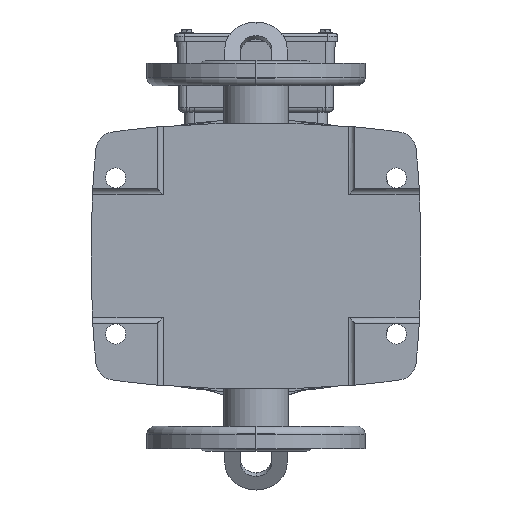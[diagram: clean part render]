
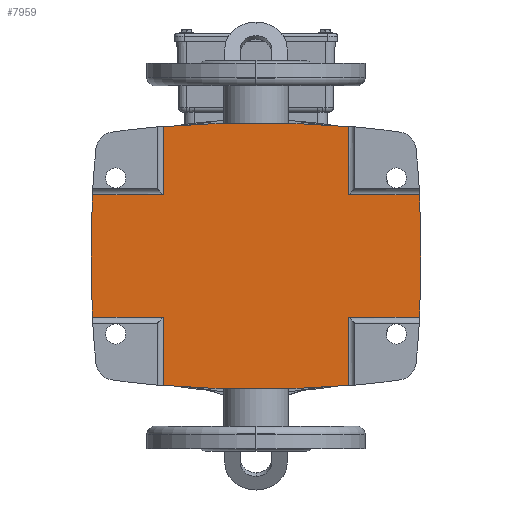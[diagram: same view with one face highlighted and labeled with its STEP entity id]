
A CAD part, front view. The second image highlights one B-rep face of the part: STEP entity #7959.
In plain terms, the highlighted planar face has unit normal (0, -1, 0).
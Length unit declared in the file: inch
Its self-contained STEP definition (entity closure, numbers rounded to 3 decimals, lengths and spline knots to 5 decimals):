
#554 = DIRECTION ( 'NONE',  ( 0., 1., 0. ) ) ;
#573 = DIRECTION ( 'NONE',  ( 1., 0., 0. ) ) ;
#756 = VERTEX_POINT ( 'NONE', #22352 ) ;
#848 = CARTESIAN_POINT ( 'NONE',  ( -22.09119, -11.34718, 2.14086 ) ) ;
#1067 = EDGE_CURVE ( 'NONE', #24032, #14849, #30088, .T. ) ;
#1281 = CARTESIAN_POINT ( 'NONE',  ( -22.09119, -11.34718, 2.14086 ) ) ;
#2120 = DIRECTION ( 'NONE',  ( 0., 1., 0. ) ) ;
#2263 = ORIENTED_EDGE ( 'NONE', *, *, #1067, .T. ) ;
#2292 = VERTEX_POINT ( 'NONE', #11092 ) ;
#3195 = VECTOR ( 'NONE', #11219, 39.37008 ) ;
#3216 = CARTESIAN_POINT ( 'NONE',  ( -1.32507, -11.34718, 6.73731 ) ) ;
#3695 = CARTESIAN_POINT ( 'NONE',  ( -3.58528, -11.34718, 3.68351 ) ) ;
#4187 = CARTESIAN_POINT ( 'NONE',  ( 3.34743, -11.34718, 0.59821 ) ) ;
#4495 = EDGE_CURVE ( 'NONE', #35778, #2292, #24745, .T. ) ;
#4507 = CARTESIAN_POINT ( 'NONE',  ( 3.34743, -11.34718, 5.40519 ) ) ;
#4610 = EDGE_CURVE ( 'NONE', #15777, #24032, #23778, .T. ) ;
#5268 = CARTESIAN_POINT ( 'NONE',  ( 24.11354, -11.34718, 2.14086 ) ) ;
#5388 = DIRECTION ( 'NONE',  ( 1., 0., 0. ) ) ;
#5531 = AXIS2_PLACEMENT_3D ( 'NONE', #38334, #10881, #32130 ) ;
#5550 = ORIENTED_EDGE ( 'NONE', *, *, #13679, .F. ) ;
#7771 = EDGE_CURVE ( 'NONE', #35778, #28756, #27310, .T. ) ;
#7959 = ADVANCED_FACE ( 'NONE', ( #24434 ), #33525, .F. ) ;
#8045 = ORIENTED_EDGE ( 'NONE', *, *, #22838, .F. ) ;
#8073 = EDGE_CURVE ( 'NONE', #28756, #30899, #12672, .T. ) ;
#8930 = ORIENTED_EDGE ( 'NONE', *, *, #8073, .T. ) ;
#9055 = EDGE_CURVE ( 'NONE', #25571, #30899, #35250, .T. ) ;
#10316 = DIRECTION ( 'NONE',  ( 1., 0., 0. ) ) ;
#10356 = LINE ( 'NONE', #3216, #37738 ) ;
#10534 = CARTESIAN_POINT ( 'NONE',  ( 3.34743, -11.34718, 6.73731 ) ) ;
#10834 = CARTESIAN_POINT ( 'NONE',  ( -1.32507, -11.34718, 5.40519 ) ) ;
#10881 = DIRECTION ( 'NONE',  ( 0., -1., 0. ) ) ;
#11092 = CARTESIAN_POINT ( 'NONE',  ( -3.15174, -11.34718, 2.14086 ) ) ;
#11219 = DIRECTION ( 'NONE',  ( 1., 0., 0. ) ) ;
#11315 = ORIENTED_EDGE ( 'NONE', *, *, #4610, .T. ) ;
#11996 = DIRECTION ( 'NONE',  ( 1., 0., 0. ) ) ;
#12412 = ORIENTED_EDGE ( 'NONE', *, *, #4495, .F. ) ;
#12535 = VECTOR ( 'NONE', #10316, 39.37008 ) ;
#12672 = LINE ( 'NONE', #33382, #36250 ) ;
#12760 = VECTOR ( 'NONE', #573, 39.37008 ) ;
#12992 = VERTEX_POINT ( 'NONE', #13821 ) ;
#13679 = EDGE_CURVE ( 'NONE', #2292, #12992, #20303, .T. ) ;
#13703 = DIRECTION ( 'NONE',  ( 0., 0., -1. ) ) ;
#13721 = EDGE_CURVE ( 'NONE', #35472, #16902, #10356, .T. ) ;
#13821 = CARTESIAN_POINT ( 'NONE',  ( -3.10806, -11.34718, 3.68351 ) ) ;
#14849 = VERTEX_POINT ( 'NONE', #26678 ) ;
#15517 = LINE ( 'NONE', #10534, #19287 ) ;
#15777 = VERTEX_POINT ( 'NONE', #4187 ) ;
#15845 = CARTESIAN_POINT ( 'NONE',  ( -1.32507, -11.34718, -1.12348 ) ) ;
#16449 = DIRECTION ( 'NONE',  ( 0., -1., 0. ) ) ;
#16890 = EDGE_CURVE ( 'NONE', #35259, #756, #16984, .T. ) ;
#16902 = VERTEX_POINT ( 'NONE', #36673 ) ;
#16984 = LINE ( 'NONE', #3695, #12760 ) ;
#17134 = DIRECTION ( 'NONE',  ( 0., 1., 0. ) ) ;
#17930 = ORIENTED_EDGE ( 'NONE', *, *, #9055, .F. ) ;
#18506 = CARTESIAN_POINT ( 'NONE',  ( 3.34743, -11.34718, 3.68351 ) ) ;
#19287 = VECTOR ( 'NONE', #13703, 39.37008 ) ;
#19752 = VECTOR ( 'NONE', #33706, 39.37008 ) ;
#20013 = CARTESIAN_POINT ( 'NONE',  ( -1.32507, -11.34718, 0.59821 ) ) ;
#20303 = CIRCLE ( 'NONE', #38687, 27.26527 ) ;
#20308 = DIRECTION ( 'NONE',  ( 1., 0., 0. ) ) ;
#20421 = CARTESIAN_POINT ( 'NONE',  ( 1.01118, -11.34718, 25.244 ) ) ;
#20981 = ORIENTED_EDGE ( 'NONE', *, *, #38795, .F. ) ;
#21099 = CARTESIAN_POINT ( 'NONE',  ( -3.10806, -11.34718, 0.59821 ) ) ;
#21105 = EDGE_LOOP ( 'NONE', ( #32573, #34909, #38253, #29575, #20981, #5550, #12412, #28639, #8930, #17930, #8045, #11315, #2263, #26346 ) ) ;
#21219 = CARTESIAN_POINT ( 'NONE',  ( -3.58528, -11.34718, 3.68351 ) ) ;
#21357 = DIRECTION ( 'NONE',  ( 1., 0., 0. ) ) ;
#21406 = DIRECTION ( 'NONE',  ( 0., 1., 0. ) ) ;
#21553 = AXIS2_PLACEMENT_3D ( 'NONE', #21219, #554, #21357 ) ;
#22069 = AXIS2_PLACEMENT_3D ( 'NONE', #20421, #17134, #5388 ) ;
#22304 = DIRECTION ( 'NONE',  ( 1., 0., 0. ) ) ;
#22352 = CARTESIAN_POINT ( 'NONE',  ( 5.13041, -11.34718, 3.68351 ) ) ;
#22813 = CARTESIAN_POINT ( 'NONE',  ( 3.34743, -11.34718, -1.12348 ) ) ;
#22838 = EDGE_CURVE ( 'NONE', #15777, #25571, #15517, .T. ) ;
#23778 = LINE ( 'NONE', #29812, #35076 ) ;
#24032 = VERTEX_POINT ( 'NONE', #29947 ) ;
#24434 = FACE_OUTER_BOUND ( 'NONE', #21105, .T. ) ;
#24535 = DIRECTION ( 'NONE',  ( 0., 0., -1. ) ) ;
#24745 = CIRCLE ( 'NONE', #26255, 27.26527 ) ;
#25133 = CIRCLE ( 'NONE', #5531, 26.47079 ) ;
#25571 = VERTEX_POINT ( 'NONE', #22813 ) ;
#25873 = CARTESIAN_POINT ( 'NONE',  ( -3.58528, -11.34718, 0.59821 ) ) ;
#25894 = AXIS2_PLACEMENT_3D ( 'NONE', #1281, #16449, #28344 ) ;
#25899 = LINE ( 'NONE', #30660, #19752 ) ;
#26255 = AXIS2_PLACEMENT_3D ( 'NONE', #5268, #2120, #20308 ) ;
#26346 = ORIENTED_EDGE ( 'NONE', *, *, #38302, .T. ) ;
#26678 = CARTESIAN_POINT ( 'NONE',  ( 5.17409, -11.34718, 2.14086 ) ) ;
#26692 = EDGE_CURVE ( 'NONE', #29640, #35472, #25133, .T. ) ;
#27310 = LINE ( 'NONE', #25873, #3195 ) ;
#27643 = DIRECTION ( 'NONE',  ( 1., 0., 0. ) ) ;
#28344 = DIRECTION ( 'NONE',  ( 1., 0., 0. ) ) ;
#28639 = ORIENTED_EDGE ( 'NONE', *, *, #7771, .T. ) ;
#28756 = VERTEX_POINT ( 'NONE', #20013 ) ;
#29575 = ORIENTED_EDGE ( 'NONE', *, *, #13721, .T. ) ;
#29640 = VERTEX_POINT ( 'NONE', #4507 ) ;
#29812 = CARTESIAN_POINT ( 'NONE',  ( -3.58528, -11.34718, 0.59821 ) ) ;
#29947 = CARTESIAN_POINT ( 'NONE',  ( 5.13041, -11.34718, 0.59821 ) ) ;
#30088 = CIRCLE ( 'NONE', #30159, 27.26527 ) ;
#30159 = AXIS2_PLACEMENT_3D ( 'NONE', #848, #37096, #22304 ) ;
#30489 = EDGE_CURVE ( 'NONE', #29640, #35259, #25899, .T. ) ;
#30660 = CARTESIAN_POINT ( 'NONE',  ( 3.34743, -11.34718, 6.73731 ) ) ;
#30899 = VERTEX_POINT ( 'NONE', #15845 ) ;
#30946 = LINE ( 'NONE', #34330, #12535 ) ;
#32130 = DIRECTION ( 'NONE',  ( 1., 0., 0. ) ) ;
#32573 = ORIENTED_EDGE ( 'NONE', *, *, #16890, .F. ) ;
#33382 = CARTESIAN_POINT ( 'NONE',  ( -1.32507, -11.34718, 6.73731 ) ) ;
#33525 = PLANE ( 'NONE',  #21553 ) ;
#33575 = DIRECTION ( 'NONE',  ( 0., 0., -1. ) ) ;
#33706 = DIRECTION ( 'NONE',  ( 0., 0., -1. ) ) ;
#33830 = CARTESIAN_POINT ( 'NONE',  ( 24.11354, -11.34718, 2.14086 ) ) ;
#34330 = CARTESIAN_POINT ( 'NONE',  ( -3.58528, -11.34718, 3.68351 ) ) ;
#34909 = ORIENTED_EDGE ( 'NONE', *, *, #30489, .F. ) ;
#35076 = VECTOR ( 'NONE', #11996, 39.37008 ) ;
#35250 = CIRCLE ( 'NONE', #22069, 26.47079 ) ;
#35259 = VERTEX_POINT ( 'NONE', #18506 ) ;
#35472 = VERTEX_POINT ( 'NONE', #10834 ) ;
#35778 = VERTEX_POINT ( 'NONE', #21099 ) ;
#36250 = VECTOR ( 'NONE', #24535, 39.37008 ) ;
#36673 = CARTESIAN_POINT ( 'NONE',  ( -1.32507, -11.34718, 3.68351 ) ) ;
#37096 = DIRECTION ( 'NONE',  ( 0., -1., 0. ) ) ;
#37738 = VECTOR ( 'NONE', #33575, 39.37008 ) ;
#38053 = CIRCLE ( 'NONE', #25894, 27.26527 ) ;
#38253 = ORIENTED_EDGE ( 'NONE', *, *, #26692, .T. ) ;
#38302 = EDGE_CURVE ( 'NONE', #14849, #756, #38053, .T. ) ;
#38334 = CARTESIAN_POINT ( 'NONE',  ( 1.01118, -11.34718, -20.96229 ) ) ;
#38687 = AXIS2_PLACEMENT_3D ( 'NONE', #33830, #21406, #27643 ) ;
#38795 = EDGE_CURVE ( 'NONE', #12992, #16902, #30946, .T. ) ;
